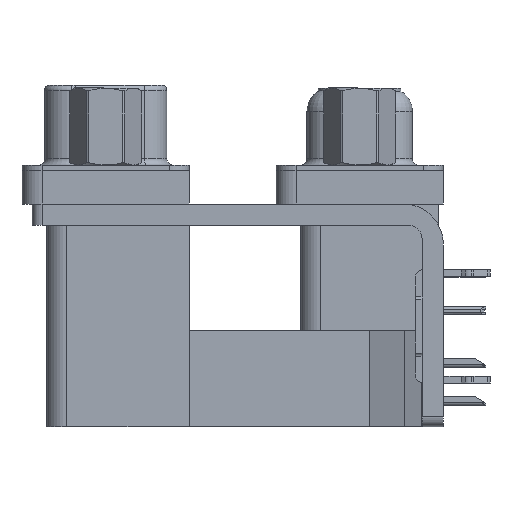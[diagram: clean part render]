
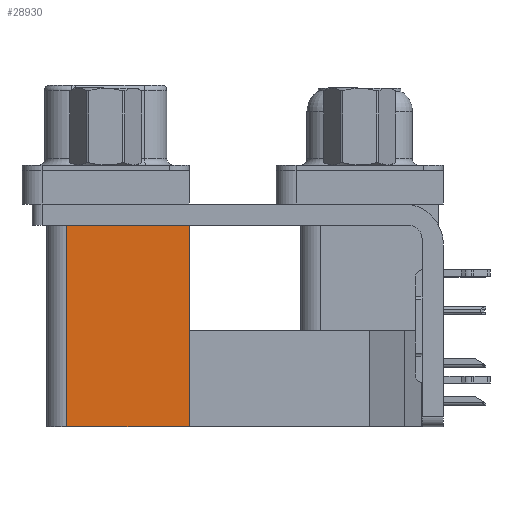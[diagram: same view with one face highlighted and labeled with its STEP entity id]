
A CAD part, left-side view. The second image highlights one B-rep face of the part: STEP entity #28930.
In plain terms, the highlighted planar face has unit normal (-1, 0, 0).
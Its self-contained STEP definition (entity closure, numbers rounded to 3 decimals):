
#176 = VERTEX_POINT ( 'NONE', #26825 ) ;
#1500 = VECTOR ( 'NONE', #15914, 1000. ) ;
#2086 = CARTESIAN_POINT ( 'NONE',  ( 3.79, 12.775, -19.2 ) ) ;
#3310 = VERTEX_POINT ( 'NONE', #5449 ) ;
#5449 = CARTESIAN_POINT ( 'NONE',  ( 3.79, 12.775, -2.5 ) ) ;
#7236 = ORIENTED_EDGE ( 'NONE', *, *, #14253, .F. ) ;
#8015 = LINE ( 'NONE', #28414, #17821 ) ;
#8241 = DIRECTION ( 'NONE',  ( 0., 0., 1. ) ) ;
#9553 = EDGE_LOOP ( 'NONE', ( #24779, #18973, #7236, #32237 ) ) ;
#9619 = EDGE_CURVE ( 'NONE', #16165, #3310, #29922, .T. ) ;
#9732 = DIRECTION ( 'NONE',  ( 1., 0., 0. ) ) ;
#10308 = CARTESIAN_POINT ( 'NONE',  ( 3.79, 12.775, -19.2 ) ) ;
#11830 = DIRECTION ( 'NONE',  ( 0., 1., 0. ) ) ;
#14253 = EDGE_CURVE ( 'NONE', #16165, #176, #37681, .T. ) ;
#15914 = DIRECTION ( 'NONE',  ( 0., 0., 1. ) ) ;
#16165 = VERTEX_POINT ( 'NONE', #16285 ) ;
#16285 = CARTESIAN_POINT ( 'NONE',  ( 3.79, 12.775, -19.2 ) ) ;
#17821 = VECTOR ( 'NONE', #8241, 1000. ) ;
#18973 = ORIENTED_EDGE ( 'NONE', *, *, #20352, .F. ) ;
#20352 = EDGE_CURVE ( 'NONE', #176, #42593, #8015, .T. ) ;
#20394 = CARTESIAN_POINT ( 'NONE',  ( 3.79, 12.775, -19.2 ) ) ;
#24779 = ORIENTED_EDGE ( 'NONE', *, *, #39376, .T. ) ;
#25568 = VECTOR ( 'NONE', #44673, 1000. ) ;
#26115 = LINE ( 'NONE', #39898, #35459 ) ;
#26825 = CARTESIAN_POINT ( 'NONE',  ( 3.79, 21.975, -19.2 ) ) ;
#28414 = CARTESIAN_POINT ( 'NONE',  ( 3.79, 21.975, -19.2 ) ) ;
#28930 = ADVANCED_FACE ( 'NONE', ( #33281 ), #44555, .F. ) ;
#29922 = LINE ( 'NONE', #2086, #1500 ) ;
#31049 = AXIS2_PLACEMENT_3D ( 'NONE', #20394, #9732, #41167 ) ;
#32237 = ORIENTED_EDGE ( 'NONE', *, *, #9619, .T. ) ;
#33281 = FACE_OUTER_BOUND ( 'NONE', #9553, .T. ) ;
#35459 = VECTOR ( 'NONE', #11830, 1000. ) ;
#37681 = LINE ( 'NONE', #10308, #25568 ) ;
#39376 = EDGE_CURVE ( 'NONE', #3310, #42593, #26115, .T. ) ;
#39898 = CARTESIAN_POINT ( 'NONE',  ( 3.79, 12.775, -2.5 ) ) ;
#41167 = DIRECTION ( 'NONE',  ( 0., 0., -1. ) ) ;
#42229 = CARTESIAN_POINT ( 'NONE',  ( 3.79, 21.975, -2.5 ) ) ;
#42593 = VERTEX_POINT ( 'NONE', #42229 ) ;
#44555 = PLANE ( 'NONE',  #31049 ) ;
#44673 = DIRECTION ( 'NONE',  ( 0., 1., 0. ) ) ;
